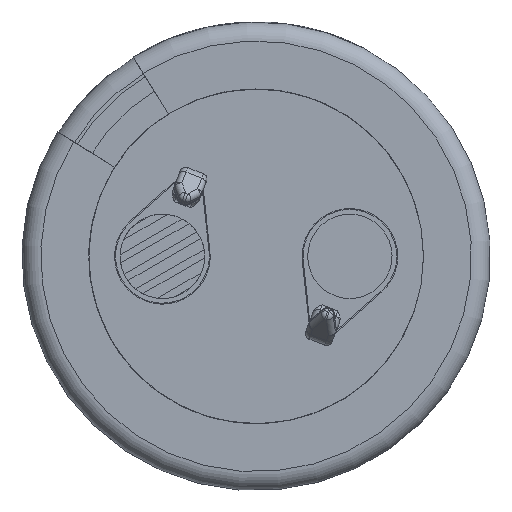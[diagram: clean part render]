
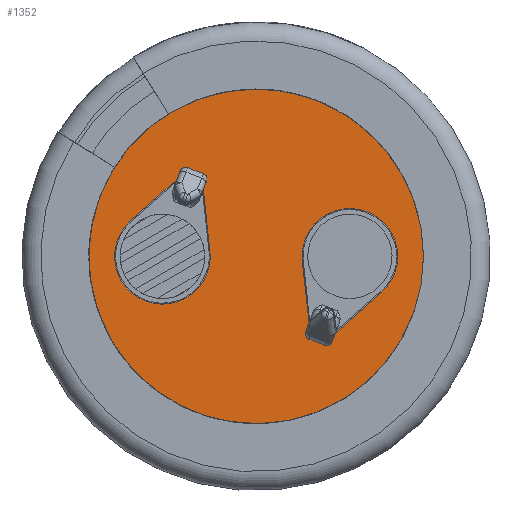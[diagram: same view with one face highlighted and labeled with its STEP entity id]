
A CAD part, front view. The second image highlights one B-rep face of the part: STEP entity #1352.
In plain terms, the highlighted planar face has unit normal (0, -1, 0).
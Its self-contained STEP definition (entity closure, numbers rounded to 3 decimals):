
#1352 = ADVANCED_FACE( '', ( #2990, #2991, #2992 ), #2993, .T. );
#2990 = FACE_OUTER_BOUND( '', #6220, .T. );
#2991 = FACE_BOUND( '', #6221, .T. );
#2992 = FACE_BOUND( '', #6222, .T. );
#2993 = PLANE( '', #6223 );
#6220 = EDGE_LOOP( '', ( #10622 ) );
#6221 = EDGE_LOOP( '', ( #10623, #10624, #10625, #10626 ) );
#6222 = EDGE_LOOP( '', ( #10627, #10628, #10629, #10630 ) );
#6223 = AXIS2_PLACEMENT_3D( '', #10631, #10632, #10633 );
#10622 = ORIENTED_EDGE( '', *, *, #14355, .T. );
#10623 = ORIENTED_EDGE( '', *, *, #14356, .F. );
#10624 = ORIENTED_EDGE( '', *, *, #13885, .F. );
#10625 = ORIENTED_EDGE( '', *, *, #14357, .F. );
#10626 = ORIENTED_EDGE( '', *, *, #14109, .F. );
#10627 = ORIENTED_EDGE( '', *, *, #13847, .T. );
#10628 = ORIENTED_EDGE( '', *, *, #14358, .T. );
#10629 = ORIENTED_EDGE( '', *, *, #14359, .T. );
#10630 = ORIENTED_EDGE( '', *, *, #13664, .T. );
#10631 = CARTESIAN_POINT( '', ( 0., 0., 0. ) );
#10632 = DIRECTION( '', ( 0., -1., 0. ) );
#10633 = DIRECTION( '', ( 1., 0., 0. ) );
#13664 = EDGE_CURVE( '', #16318, #16319, #16320, .T. );
#13847 = EDGE_CURVE( '', #16319, #16599, #16600, .T. );
#13885 = EDGE_CURVE( '', #16659, #16660, #16661, .T. );
#14109 = EDGE_CURVE( '', #16975, #16976, #16977, .T. );
#14355 = EDGE_CURVE( '', #17310, #17310, #17311, .T. );
#14356 = EDGE_CURVE( '', #16660, #16975, #17312, .T. );
#14357 = EDGE_CURVE( '', #16976, #16659, #17313, .T. );
#14358 = EDGE_CURVE( '', #16599, #17314, #17315, .T. );
#14359 = EDGE_CURVE( '', #17314, #16318, #17316, .T. );
#16318 = VERTEX_POINT( '', #20937 );
#16319 = VERTEX_POINT( '', #20938 );
#16320 = CIRCLE( '', #20939, 2.55 );
#16599 = VERTEX_POINT( '', #21536 );
#16600 = LINE( '', #21537, #21538 );
#16659 = VERTEX_POINT( '', #21669 );
#16660 = VERTEX_POINT( '', #21670 );
#16661 = LINE( '', #21671, #21672 );
#16975 = VERTEX_POINT( '', #22421 );
#16976 = VERTEX_POINT( '', #22422 );
#16977 = CIRCLE( '', #22423, 2.55 );
#17310 = VERTEX_POINT( '', #23306 );
#17311 = CIRCLE( '', #23307, 10.357 );
#17312 = LINE( '', #23308, #23309 );
#17313 = LINE( '', #23310, #23311 );
#17314 = VERTEX_POINT( '', #23312 );
#17315 = LINE( '', #23313, #23314 );
#17316 = LINE( '', #23315, #23316 );
#20937 = CARTESIAN_POINT( '', ( 2.465, 0., -0.274 ) );
#20938 = CARTESIAN_POINT( '', ( 6.694, 0., -1.906 ) );
#20939 = AXIS2_PLACEMENT_3D( '', #25132, #25133, #25134 );
#21536 = CARTESIAN_POINT( '', ( 4.27, 0., -4.059 ) );
#21537 = CARTESIAN_POINT( '', ( 6.694, 0., -1.906 ) );
#21538 = VECTOR( '', #25210, 1000. );
#21669 = CARTESIAN_POINT( '', ( -2.814, 0., 3.497 ) );
#21670 = CARTESIAN_POINT( '', ( -4.27, 0., 4.059 ) );
#21671 = CARTESIAN_POINT( '', ( -2.814, 0., 3.497 ) );
#21672 = VECTOR( '', #25218, 1000. );
#22421 = CARTESIAN_POINT( '', ( -6.694, 0., 1.906 ) );
#22422 = CARTESIAN_POINT( '', ( -2.465, 0., 0.274 ) );
#22423 = AXIS2_PLACEMENT_3D( '', #25296, #25297, #25298 );
#23306 = CARTESIAN_POINT( '', ( 10.357, 0., 0. ) );
#23307 = AXIS2_PLACEMENT_3D( '', #25371, #25372, #25373 );
#23308 = CARTESIAN_POINT( '', ( -4.27, 0., 4.059 ) );
#23309 = VECTOR( '', #25374, 1000. );
#23310 = CARTESIAN_POINT( '', ( -2.465, 0., 0.274 ) );
#23311 = VECTOR( '', #25375, 1000. );
#23312 = CARTESIAN_POINT( '', ( 2.814, 0., -3.497 ) );
#23313 = CARTESIAN_POINT( '', ( 4.27, 0., -4.059 ) );
#23314 = VECTOR( '', #25376, 1000. );
#23315 = CARTESIAN_POINT( '', ( 2.814, 0., -3.497 ) );
#23316 = VECTOR( '', #25377, 1000. );
#25132 = CARTESIAN_POINT( '', ( 5., 0., 0. ) );
#25133 = DIRECTION( '', ( 0., 1., 0. ) );
#25134 = DIRECTION( '', ( 0., 0., -1. ) );
#25210 = DIRECTION( '', ( -0.748, 0., -0.664 ) );
#25218 = DIRECTION( '', ( -0.933, 0., 0.36 ) );
#25296 = CARTESIAN_POINT( '', ( -5., 0., 0. ) );
#25297 = DIRECTION( '', ( 0., -1., 0. ) );
#25298 = DIRECTION( '', ( 0., 0., 1. ) );
#25371 = CARTESIAN_POINT( '', ( 0., 0., 0. ) );
#25372 = DIRECTION( '', ( 0., -1., 0. ) );
#25373 = DIRECTION( '', ( 1., 0., 0. ) );
#25374 = DIRECTION( '', ( -0.748, 0., -0.664 ) );
#25375 = DIRECTION( '', ( -0.108, 0., 0.994 ) );
#25376 = DIRECTION( '', ( -0.933, 0., 0.36 ) );
#25377 = DIRECTION( '', ( -0.108, 0., 0.994 ) );
